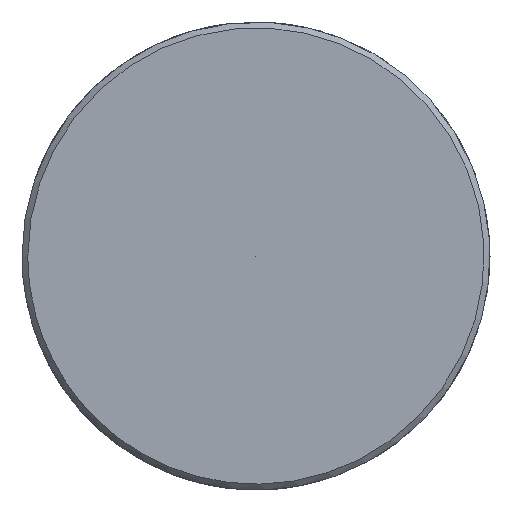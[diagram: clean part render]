
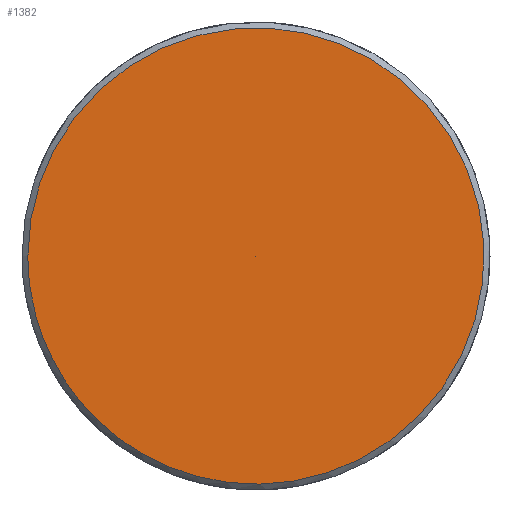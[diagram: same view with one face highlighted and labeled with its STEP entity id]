
A CAD part, left-side view. The second image highlights one B-rep face of the part: STEP entity #1382.
In plain terms, the highlighted free-form (B-spline) face has degree [5, 1] with [6, 2] control points.
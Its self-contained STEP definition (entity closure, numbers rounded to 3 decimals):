
#1310 = CARTESIAN_POINT ('', (-112., 9.75, 0.));
#1311 = VERTEX_POINT ('', #1310);
#1319 = CARTESIAN_POINT ('', (-112., 9.75, 0.));
#1320 = CARTESIAN_POINT ('', (-112., 9.75, 39.));
#1321 = CARTESIAN_POINT ('', (-112., -29.25, 19.5));
#1322 = CARTESIAN_POINT ('', (-112., -29.25, -19.5));
#1323 = CARTESIAN_POINT ('', (-112., 9.75, -39.));
#1324 = CARTESIAN_POINT ('', (-112., 9.75, 0.));
#1325 = (
   BOUNDED_CURVE ()
   B_SPLINE_CURVE (5, (#1319, #1320, #1321, #1322, #1323, #1324), .UNSPECIFIED., .T., .U.)
   B_SPLINE_CURVE_WITH_KNOTS ((6, 6), (0., 1.), .UNSPECIFIED.)
   CURVE ()
   GEOMETRIC_REPRESENTATION_ITEM ()
   RATIONAL_B_SPLINE_CURVE ((5., 1., 1., 1., 1., 5.))
   REPRESENTATION_ITEM ('')
);
#1326 = EDGE_CURVE ('', #1311, #1311, #1325, .T.);
#1358 = CARTESIAN_POINT ('', (-112., 0., 0.));
#1359 = VERTEX_POINT ('', #1358);
#1360 = CARTESIAN_POINT ('', (-112., 0., 0.));
#1361 = CARTESIAN_POINT ('', (-112., 9.75, 0.));
#1362 = B_SPLINE_CURVE_WITH_KNOTS ('', 1, (#1360, #1361), .UNSPECIFIED., .F., .U., (2, 2), (0., 1.), .UNSPECIFIED.);
#1363 = EDGE_CURVE ('', #1359, #1311, #1362, .T.);
#1364 = ORIENTED_EDGE ('', *, *, #1363, .F.);
#1365 = ORIENTED_EDGE ('', *, *, #1363, .T.);
#1366 = ORIENTED_EDGE ('', *, *, #1326, .F.);
#1367 = EDGE_LOOP ('', (#1364, #1365, #1366));
#1368 = FACE_OUTER_BOUND ('', #1367, .T.);
#1369 = CARTESIAN_POINT ('', (-112., 0., 0.));
#1370 = CARTESIAN_POINT ('', (-112., 9.75, 0.));
#1371 = CARTESIAN_POINT ('', (-112., 0., 0.));
#1372 = CARTESIAN_POINT ('', (-112., 9.75, 39.));
#1373 = CARTESIAN_POINT ('', (-112., 0., 0.));
#1374 = CARTESIAN_POINT ('', (-112., -29.25, 19.5));
#1375 = CARTESIAN_POINT ('', (-112., 0., 0.));
#1376 = CARTESIAN_POINT ('', (-112., -29.25, -19.5));
#1377 = CARTESIAN_POINT ('', (-112., 0., 0.));
#1378 = CARTESIAN_POINT ('', (-112., 9.75, -39.));
#1379 = CARTESIAN_POINT ('', (-112., 0., 0.));
#1380 = CARTESIAN_POINT ('', (-112., 9.75, 0.));
#1381 = (
   BOUNDED_SURFACE ()
   B_SPLINE_SURFACE (5, 1, ((#1369, #1370), (#1371, #1372), (#1373, #1374), (#1375, #1376), (#1377, #1378), (#1379, #1380)), .UNSPECIFIED., .T., .F., .U.)
   B_SPLINE_SURFACE_WITH_KNOTS ((6, 6), (2, 2), (0., 1.), (0., 1.), .UNSPECIFIED.)
   SURFACE ()
   GEOMETRIC_REPRESENTATION_ITEM ()
   RATIONAL_B_SPLINE_SURFACE (((5., 5.), (1., 1.), (1., 1.), (1., 1.), (1., 1.), (5., 5.)))
   REPRESENTATION_ITEM ('')
);
#1382 = ADVANCED_FACE ('', (#1368), #1381, .T.);
